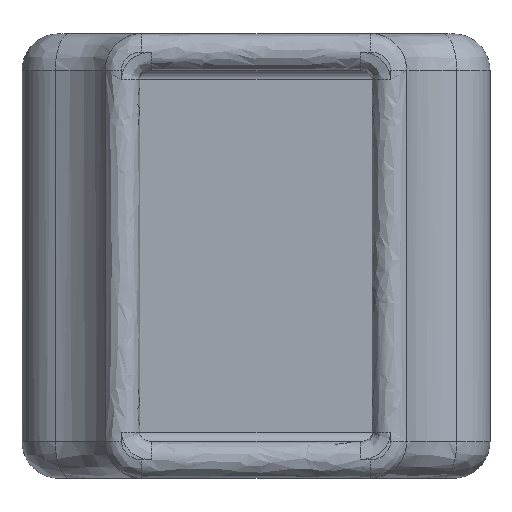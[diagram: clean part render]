
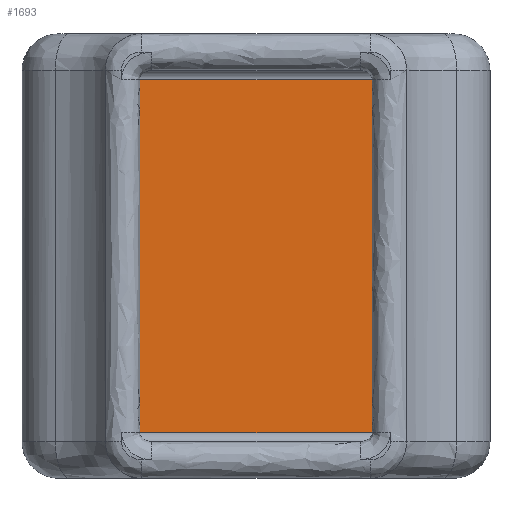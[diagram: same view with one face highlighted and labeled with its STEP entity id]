
A CAD part, top view. The second image highlights one B-rep face of the part: STEP entity #1693.
In plain terms, the highlighted free-form (B-spline) face has degree [1, 1] with [2, 2] control points.
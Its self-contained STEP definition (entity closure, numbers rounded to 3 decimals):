
#1205 = VERTEX_POINT('',#1206);
#1206 = CARTESIAN_POINT('',(-9.612,2.452,
    1.962));
#1235 = EDGE_CURVE('',#1236,#1205,#1238,.T.);
#1236 = VERTEX_POINT('',#1237);
#1237 = CARTESIAN_POINT('',(9.612,2.452,1.962
    ));
#1238 = B_SPLINE_CURVE_WITH_KNOTS('',1,(#1239,#1240),.UNSPECIFIED.,.F.,
  .F.,(2,2),(-13.,6.6),.PIECEWISE_BEZIER_KNOTS.);
#1239 = CARTESIAN_POINT('',(9.612,2.452,1.962
    ));
#1240 = CARTESIAN_POINT('',(-9.612,2.452,
    1.962));
#1440 = VERTEX_POINT('',#1441);
#1441 = CARTESIAN_POINT('',(9.612,21.381,
    1.962));
#1481 = EDGE_CURVE('',#1482,#1440,#1484,.T.);
#1482 = VERTEX_POINT('',#1483);
#1483 = CARTESIAN_POINT('',(-9.612,21.381,
    1.962));
#1484 = B_SPLINE_CURVE_WITH_KNOTS('',1,(#1485,#1486),.UNSPECIFIED.,.F.,
  .F.,(2,2),(-6.6,13.),.PIECEWISE_BEZIER_KNOTS.);
#1485 = CARTESIAN_POINT('',(-9.612,21.381,
    1.962));
#1486 = CARTESIAN_POINT('',(9.612,21.381,
    1.962));
#1681 = EDGE_CURVE('',#1205,#1482,#1682,.T.);
#1682 = B_SPLINE_CURVE_WITH_KNOTS('',1,(#1683,#1684),.UNSPECIFIED.,.F.,
  .F.,(2,2),(2.5,21.8),.PIECEWISE_BEZIER_KNOTS.);
#1683 = CARTESIAN_POINT('',(-9.612,2.452,
    1.962));
#1684 = CARTESIAN_POINT('',(-9.612,21.381,
    1.962));
#1693 = ADVANCED_FACE('',(#1694),#1704,.F.);
#1694 = FACE_BOUND('',#1695,.T.);
#1695 = EDGE_LOOP('',(#1696,#1697,#1702,#1703));
#1696 = ORIENTED_EDGE('',*,*,#1235,.F.);
#1697 = ORIENTED_EDGE('',*,*,#1698,.F.);
#1698 = EDGE_CURVE('',#1440,#1236,#1699,.T.);
#1699 = B_SPLINE_CURVE_WITH_KNOTS('',1,(#1700,#1701),.UNSPECIFIED.,.F.,
  .F.,(2,2),(-21.8,-2.5),.PIECEWISE_BEZIER_KNOTS.);
#1700 = CARTESIAN_POINT('',(9.612,21.381,
    1.962));
#1701 = CARTESIAN_POINT('',(9.612,2.452,1.962
    ));
#1702 = ORIENTED_EDGE('',*,*,#1481,.F.);
#1703 = ORIENTED_EDGE('',*,*,#1681,.F.);
#1704 = B_SPLINE_SURFACE_WITH_KNOTS('',1,1,(
    (#1705,#1706)
    ,(#1707,#1708
    )),.UNSPECIFIED.,.F.,.F.,.F.,(2,2),(2,2),(-9.8,9.8),(2.5,21.8),
  .PIECEWISE_BEZIER_KNOTS.);
#1705 = CARTESIAN_POINT('',(9.612,2.452,1.962
    ));
#1706 = CARTESIAN_POINT('',(9.612,21.381,
    1.962));
#1707 = CARTESIAN_POINT('',(-9.612,2.452,
    1.962));
#1708 = CARTESIAN_POINT('',(-9.612,21.381,
    1.962));
